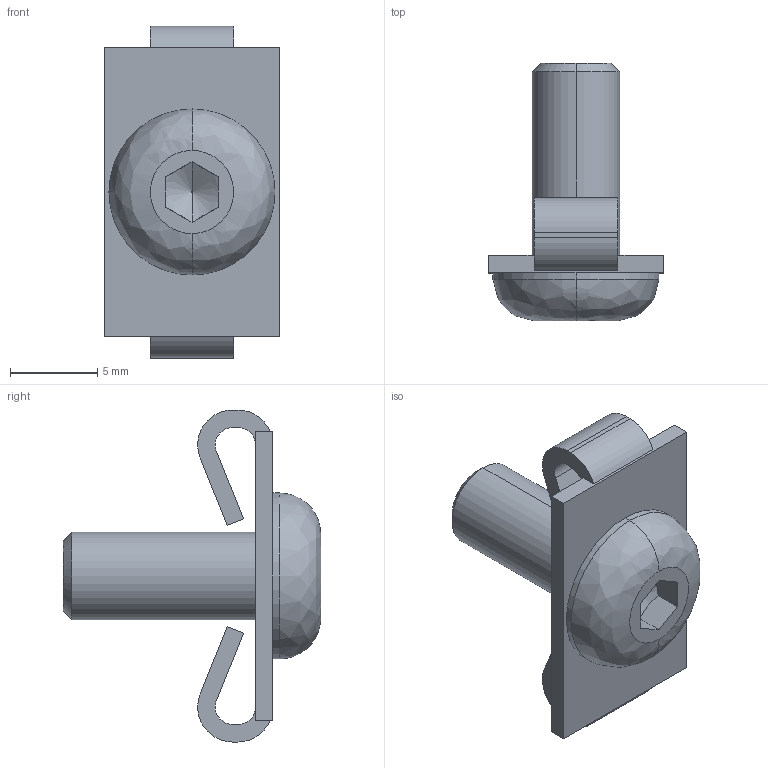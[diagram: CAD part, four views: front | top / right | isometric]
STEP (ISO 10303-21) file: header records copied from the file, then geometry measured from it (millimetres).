
FILE_DESCRIPTION (( 'STEP AP214' ), '1' );
FILE_NAME ('-7125010', '2019-02-04T10:14:02', ( '' ), ('JUGARD+KÜNSTNER GmbH'), 'SwSTEP 2.0', 'SolidWorks 2017', '' );
FILE_SCHEMA (( 'AUTOMOTIVE_DESIGN' ));
Length unit declared in the file: millimetre
Products named in the file (1): -7125010_CNAJF00
Bounding box: 10 x 14.75 x 19 mm (x, y, z)
Surface area: 828.5 mm2 (no closed solid volume)
Topology: 0 solids, 1 shells, 46 faces, 120 edges, 78 vertices
Faces by surface type: plane 28, cylinder 12, cone 4, bspline 2
Entity records: 1469 total; most frequent: CARTESIAN_POINT 311, ORIENTED_EDGE 238, DIRECTION 232, EDGE_CURVE 120, VECTOR 82, LINE 82, VERTEX_POINT 78, AXIS2_PLACEMENT_3D 75
